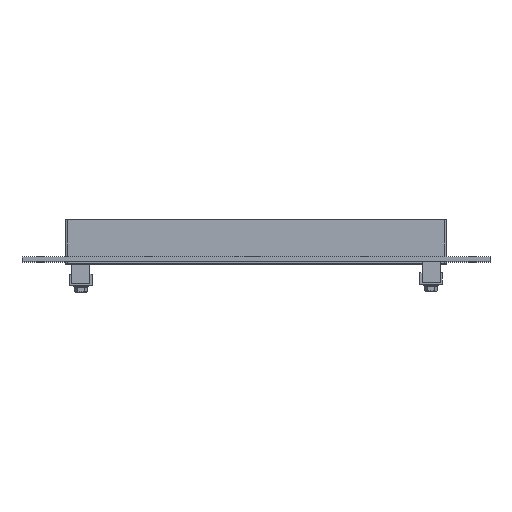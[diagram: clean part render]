
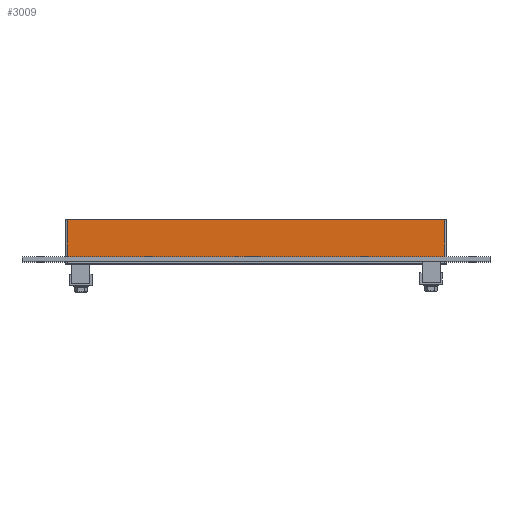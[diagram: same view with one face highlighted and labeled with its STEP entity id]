
A CAD part, top view. The second image highlights one B-rep face of the part: STEP entity #3009.
In plain terms, the highlighted planar face has unit normal (0, 0, 1).
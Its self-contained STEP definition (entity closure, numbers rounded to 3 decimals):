
#1225=CARTESIAN_POINT('',(-260.0,57.0,345.));
#1226=VERTEX_POINT('',#1225);
#1234=CARTESIAN_POINT('',(260.0,57.0,345.));
#1235=VERTEX_POINT('',#1234);
#1236=CARTESIAN_POINT('',(-260.0,57.0,345.));
#1237=DIRECTION('',(1.0,0.0,0.0));
#1238=VECTOR('',#1237,520.0);
#1239=LINE('',#1236,#1238);
#1240=EDGE_CURVE('',#1226,#1235,#1239,.T.);
#2421=CARTESIAN_POINT('',(-260.0,6.,345.));
#2422=VERTEX_POINT('',#2421);
#2472=CARTESIAN_POINT('',(260.0,6.,345.));
#2473=VERTEX_POINT('',#2472);
#2481=CARTESIAN_POINT('',(-260.0,6.,345.));
#2482=DIRECTION('',(1.0,0.0,0.0));
#2483=VECTOR('',#2482,520.0);
#2484=LINE('',#2481,#2483);
#2485=EDGE_CURVE('',#2422,#2473,#2484,.T.);
#2982=CARTESIAN_POINT('',(-260.0,6.,345.));
#2983=DIRECTION('',(0.0,1.0,0.0));
#2984=VECTOR('',#2983,51.0);
#2985=LINE('',#2982,#2984);
#2986=EDGE_CURVE('',#2422,#1226,#2985,.T.);
#2993=CARTESIAN_POINT('',(-262.0,0.0,345.));
#2994=DIRECTION('',(0.0,0.0,1.0));
#2995=DIRECTION('',(1.0,0.0,0.0));
#2996=AXIS2_PLACEMENT_3D('',#2993,#2994,#2995);
#2997=PLANE('',#2996);
#2998=ORIENTED_EDGE('',*,*,#2485,.T.);
#2999=CARTESIAN_POINT('',(260.0,57.0,345.));
#3000=DIRECTION('',(0.0,-1.0,0.0));
#3001=VECTOR('',#3000,51.0);
#3002=LINE('',#2999,#3001);
#3003=EDGE_CURVE('',#1235,#2473,#3002,.T.);
#3004=ORIENTED_EDGE('',*,*,#3003,.F.);
#3005=ORIENTED_EDGE('',*,*,#1240,.F.);
#3006=ORIENTED_EDGE('',*,*,#2986,.F.);
#3007=EDGE_LOOP('',(#2998,#3004,#3005,#3006));
#3008=FACE_OUTER_BOUND('',#3007,.T.);
#3009=ADVANCED_FACE('',(#3008),#2997,.T.);
